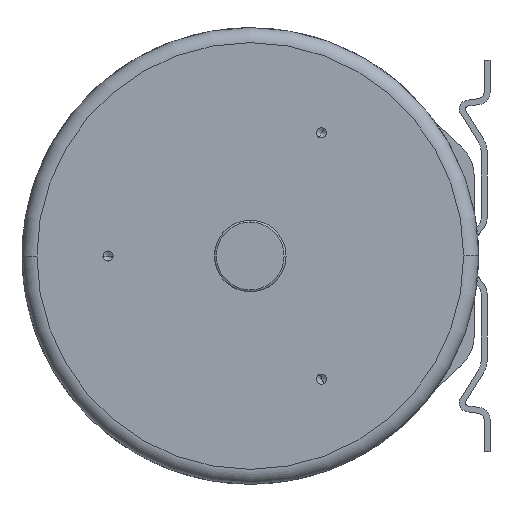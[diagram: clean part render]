
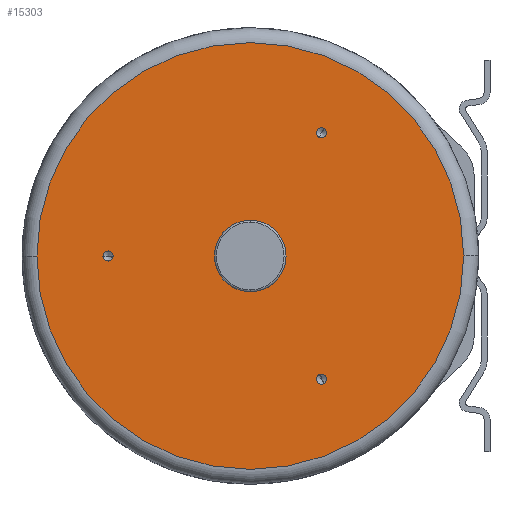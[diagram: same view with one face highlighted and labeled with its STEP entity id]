
A CAD part, left-side view. The second image highlights one B-rep face of the part: STEP entity #15303.
In plain terms, the highlighted planar face has unit normal (-1, 0, 0).
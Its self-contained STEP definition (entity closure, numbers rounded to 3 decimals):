
#315=CARTESIAN_POINT('',(-123.,0.,0.));
#316=DIRECTION('',(-1.,0.,0.));
#317=DIRECTION('',(0.,0.,1.));
#318=AXIS2_PLACEMENT_3D('',#315,#316,#317);
#320=CARTESIAN_POINT('',(-123.,0.,0.));
#321=DIRECTION('',(-1.,0.,0.));
#322=DIRECTION('',(0.,0.,-1.));
#323=AXIS2_PLACEMENT_3D('',#320,#321,#322);
#325=CARTESIAN_POINT('',(-123.,143.,0.));
#326=DIRECTION('',(-1.,0.,0.));
#327=DIRECTION('',(0.,1.,0.));
#328=AXIS2_PLACEMENT_3D('',#325,#326,#327);
#330=CARTESIAN_POINT('',(-123.,143.,0.));
#331=DIRECTION('',(-1.,0.,0.));
#332=DIRECTION('',(0.,-1.,0.));
#333=AXIS2_PLACEMENT_3D('',#330,#331,#332);
#335=CARTESIAN_POINT('',(-123.,-71.5,123.842));
#336=DIRECTION('',(-1.,0.,0.));
#337=DIRECTION('',(0.,-0.5,0.866));
#338=AXIS2_PLACEMENT_3D('',#335,#336,#337);
#340=CARTESIAN_POINT('',(-123.,-71.5,123.842));
#341=DIRECTION('',(-1.,0.,0.));
#342=DIRECTION('',(0.,0.5,-0.866));
#343=AXIS2_PLACEMENT_3D('',#340,#341,#342);
#345=CARTESIAN_POINT('',(-123.,-71.5,-123.842));
#346=DIRECTION('',(-1.,0.,0.));
#347=DIRECTION('',(0.,-0.5,-0.866));
#348=AXIS2_PLACEMENT_3D('',#345,#346,#347);
#350=CARTESIAN_POINT('',(-123.,-71.5,-123.842));
#351=DIRECTION('',(-1.,0.,0.));
#352=DIRECTION('',(0.,0.5,0.866));
#353=AXIS2_PLACEMENT_3D('',#350,#351,#352);
#355=CARTESIAN_POINT('',(-123.,0.,0.));
#356=DIRECTION('',(-1.,0.,0.));
#357=DIRECTION('',(0.,1.,0.));
#358=AXIS2_PLACEMENT_3D('',#355,#356,#357);
#360=CARTESIAN_POINT('',(-123.,0.,0.));
#361=DIRECTION('',(-1.,0.,0.));
#362=DIRECTION('',(0.,-1.,0.));
#363=AXIS2_PLACEMENT_3D('',#360,#361,#362);
#13021=CARTESIAN_POINT('',(-123.,148.1,0.));
#13022=CARTESIAN_POINT('',(-123.,137.9,0.));
#13023=VERTEX_POINT('',#13021);
#13024=VERTEX_POINT('',#13022);
#13031=CARTESIAN_POINT('',(-123.,-74.05,128.258));
#13032=CARTESIAN_POINT('',(-123.,-68.95,119.425));
#13033=VERTEX_POINT('',#13031);
#13034=VERTEX_POINT('',#13032);
#13041=CARTESIAN_POINT('',(-123.,-74.05,-128.258));
#13042=CARTESIAN_POINT('',(-123.,-68.95,-119.425));
#13043=VERTEX_POINT('',#13041);
#13044=VERTEX_POINT('',#13042);
#13055=CARTESIAN_POINT('',(-123.,0.,36.));
#13056=CARTESIAN_POINT('',(-123.,0.,-36.));
#13057=VERTEX_POINT('',#13055);
#13058=VERTEX_POINT('',#13056);
#13199=CARTESIAN_POINT('',(-123.,214.5,0.));
#13200=CARTESIAN_POINT('',(-123.,-214.5,0.));
#13201=VERTEX_POINT('',#13199);
#13202=VERTEX_POINT('',#13200);
#15268=CARTESIAN_POINT('',(-123.,0.,0.));
#15269=DIRECTION('',(1.,0.,0.));
#15270=DIRECTION('',(0.,-1.,0.));
#15271=AXIS2_PLACEMENT_3D('',#15268,#15269,#15270);
#15272=PLANE('',#15271);
#15274=ORIENTED_EDGE('',*,*,#15273,.F.);
#15276=ORIENTED_EDGE('',*,*,#15275,.F.);
#15277=EDGE_LOOP('',(#15274,#15276));
#15278=FACE_OUTER_BOUND('',#15277,.F.);
#15280=ORIENTED_EDGE('',*,*,#15279,.T.);
#15282=ORIENTED_EDGE('',*,*,#15281,.T.);
#15283=EDGE_LOOP('',(#15280,#15282));
#15284=FACE_BOUND('',#15283,.F.);
#15286=ORIENTED_EDGE('',*,*,#15285,.T.);
#15288=ORIENTED_EDGE('',*,*,#15287,.T.);
#15289=EDGE_LOOP('',(#15286,#15288));
#15290=FACE_BOUND('',#15289,.F.);
#15292=ORIENTED_EDGE('',*,*,#15291,.T.);
#15294=ORIENTED_EDGE('',*,*,#15293,.T.);
#15295=EDGE_LOOP('',(#15292,#15294));
#15296=FACE_BOUND('',#15295,.F.);
#15298=ORIENTED_EDGE('',*,*,#15297,.T.);
#15300=ORIENTED_EDGE('',*,*,#15299,.T.);
#15301=EDGE_LOOP('',(#15298,#15300));
#15302=FACE_BOUND('',#15301,.F.);
#15303=ADVANCED_FACE('',(#15278,#15284,#15290,#15296,#15302),#15272,.F.);
#319=CIRCLE('',#318,36.);
#324=CIRCLE('',#323,36.);
#329=CIRCLE('',#328,5.1);
#334=CIRCLE('',#333,5.1);
#339=CIRCLE('',#338,5.1);
#344=CIRCLE('',#343,5.1);
#349=CIRCLE('',#348,5.1);
#354=CIRCLE('',#353,5.1);
#359=CIRCLE('',#358,214.5);
#364=CIRCLE('',#363,214.5);
#15273=EDGE_CURVE('',#13201,#13202,#359,.T.);
#15275=EDGE_CURVE('',#13202,#13201,#364,.T.);
#15279=EDGE_CURVE('',#13057,#13058,#319,.T.);
#15281=EDGE_CURVE('',#13058,#13057,#324,.T.);
#15285=EDGE_CURVE('',#13023,#13024,#329,.T.);
#15287=EDGE_CURVE('',#13024,#13023,#334,.T.);
#15291=EDGE_CURVE('',#13033,#13034,#339,.T.);
#15293=EDGE_CURVE('',#13034,#13033,#344,.T.);
#15297=EDGE_CURVE('',#13043,#13044,#349,.T.);
#15299=EDGE_CURVE('',#13044,#13043,#354,.T.);
